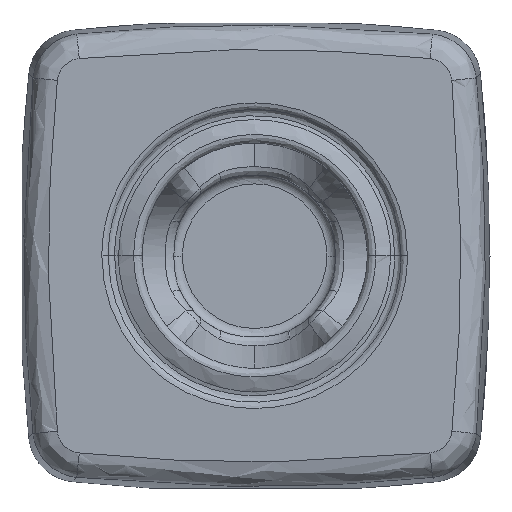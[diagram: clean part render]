
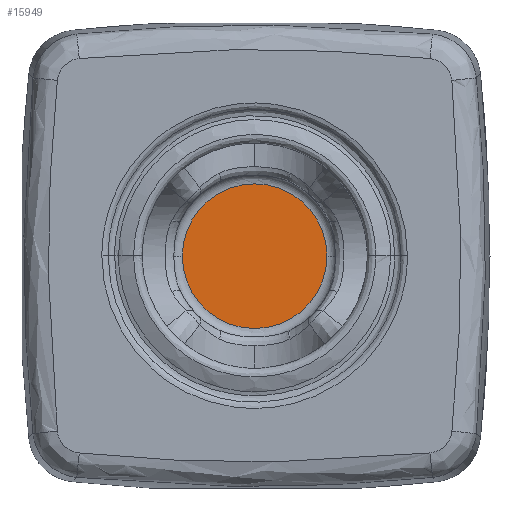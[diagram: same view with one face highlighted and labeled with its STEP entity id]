
A CAD part, top view. The second image highlights one B-rep face of the part: STEP entity #15949.
In plain terms, the highlighted planar face has unit normal (0, 0, 1).
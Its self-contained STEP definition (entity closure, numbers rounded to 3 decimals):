
#15852=CARTESIAN_POINT('Vertex',(-14.72,0.,-18.)) ;
#15855=CARTESIAN_POINT('Axis2P3D Location',(0.,0.,-18.)) ;
#15859=CARTESIAN_POINT('Vertex',(14.72,0.,-18.)) ;
#15888=CARTESIAN_POINT('Axis2P3D Location',(0.,0.,-18.)) ;
#15940=CARTESIAN_POINT('Axis2P3D Location',(0.,0.,-18.)) ;
#15856=DIRECTION('Axis2P3D Direction',(0.,0.,1.)) ;
#15889=DIRECTION('Axis2P3D Direction',(0.,0.,1.)) ;
#15941=DIRECTION('Axis2P3D Direction',(0.,0.,1.)) ;
#15942=DIRECTION('Axis2P3D XDirection',(1.,0.,0.)) ;
#15857=AXIS2_PLACEMENT_3D('Circle Axis2P3D',#15855,#15856,$) ;
#15890=AXIS2_PLACEMENT_3D('Circle Axis2P3D',#15888,#15889,$) ;
#15943=AXIS2_PLACEMENT_3D('Plane Axis2P3D',#15940,#15941,#15942) ;
#15946=ORIENTED_EDGE('',*,*,#15861,.T.) ;
#15947=ORIENTED_EDGE('',*,*,#15892,.T.) ;
#15949=ADVANCED_FACE('MANIFOLD_SOLID_BREP #19448',(#15948),#15944,.T.) ;
#15858=CIRCLE('generated circle',#15857,14.72) ;
#15891=CIRCLE('generated circle',#15890,14.72) ;
#15861=EDGE_CURVE('',#15860,#15853,#15858,.T.) ;
#15892=EDGE_CURVE('',#15853,#15860,#15891,.T.) ;
#15945=EDGE_LOOP('',(#15946,#15947)) ;
#15948=FACE_OUTER_BOUND('',#15945,.T.) ;
#15944=PLANE('',#15943) ;
#15853=VERTEX_POINT('',#15852) ;
#15860=VERTEX_POINT('',#15859) ;
